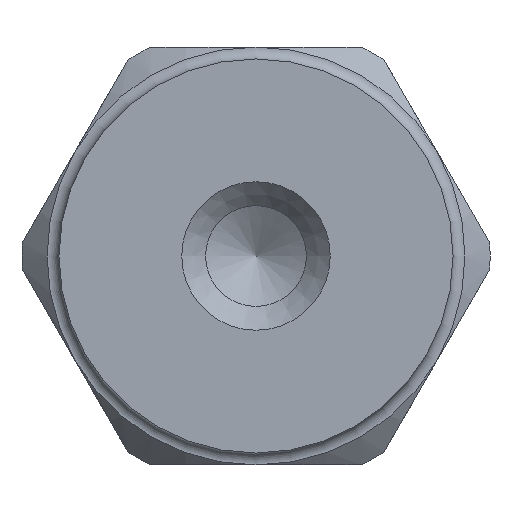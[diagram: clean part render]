
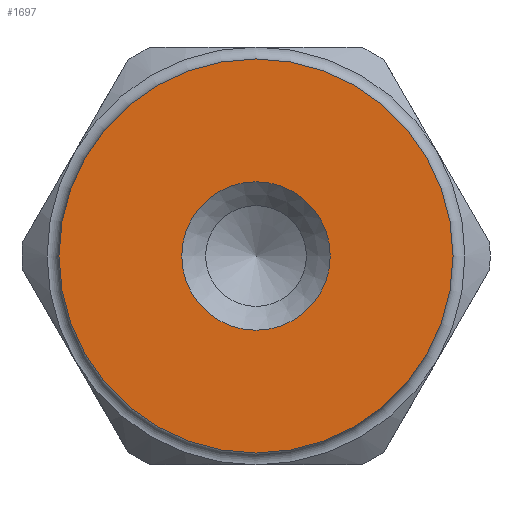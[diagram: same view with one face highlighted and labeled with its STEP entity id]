
A CAD part, front view. The second image highlights one B-rep face of the part: STEP entity #1697.
In plain terms, the highlighted planar face has unit normal (0, -1, 0).
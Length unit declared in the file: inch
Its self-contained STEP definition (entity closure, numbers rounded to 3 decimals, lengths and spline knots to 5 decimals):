
#154=FACE_BOUND('',#465,.T.);
#203=CIRCLE('',#1828,0.1555);
#205=CIRCLE('',#1832,0.4125);
#331=FACE_OUTER_BOUND('',#464,.T.);
#464=EDGE_LOOP('',(#1492));
#465=EDGE_LOOP('',(#1493));
#852=VERTEX_POINT('',#7323);
#854=VERTEX_POINT('',#7329);
#1076=EDGE_CURVE('',#852,#852,#203,.T.);
#1078=EDGE_CURVE('',#854,#854,#205,.T.);
#1492=ORIENTED_EDGE('',*,*,#1078,.T.);
#1493=ORIENTED_EDGE('',*,*,#1076,.F.);
#1598=PLANE('',#1831);
#1697=ADVANCED_FACE('',(#331,#154),#1598,.F.);
#1828=AXIS2_PLACEMENT_3D('',#7324,#2175,#2176);
#1831=AXIS2_PLACEMENT_3D('',#7328,#2181,#2182);
#1832=AXIS2_PLACEMENT_3D('',#7330,#2183,#2184);
#2175=DIRECTION('center_axis',(0.,-1.,0.));
#2176=DIRECTION('ref_axis',(-1.,0.,0.));
#2181=DIRECTION('center_axis',(0.,1.,0.));
#2182=DIRECTION('ref_axis',(0.,0.,1.));
#2183=DIRECTION('center_axis',(0.,-1.,0.));
#2184=DIRECTION('ref_axis',(-1.,0.,0.));
#7323=CARTESIAN_POINT('',(0.1555,0.,0.));
#7324=CARTESIAN_POINT('Origin',(0.,0.,0.));
#7328=CARTESIAN_POINT('Origin',(0.,0.,0.));
#7329=CARTESIAN_POINT('',(0.4125,0.,0.));
#7330=CARTESIAN_POINT('Origin',(0.,0.,0.));
